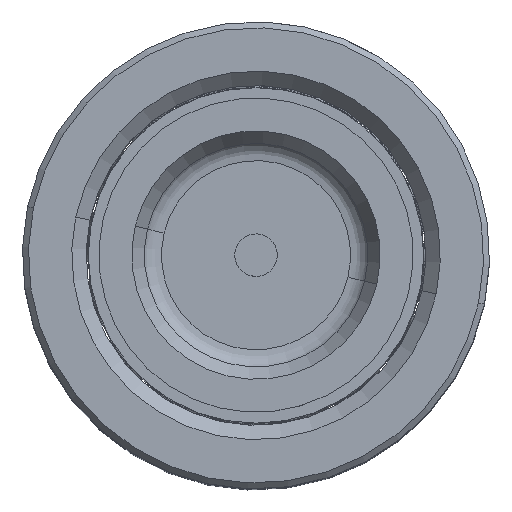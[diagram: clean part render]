
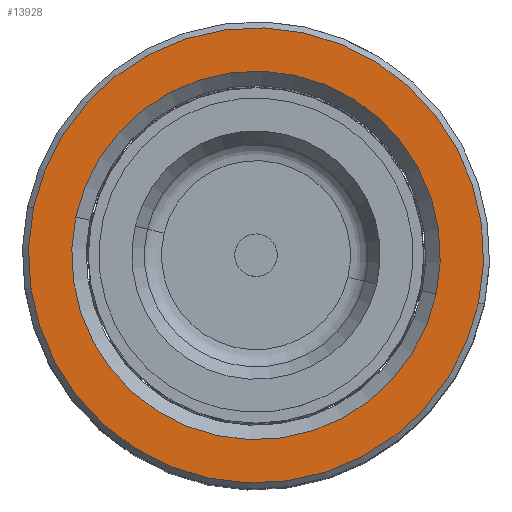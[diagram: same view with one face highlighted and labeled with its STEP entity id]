
A CAD part, top view. The second image highlights one B-rep face of the part: STEP entity #13928.
In plain terms, the highlighted planar face has unit normal (0, 0, 1).
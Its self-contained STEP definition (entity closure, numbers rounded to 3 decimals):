
#189 = EDGE_CURVE ( 'NONE', #41693, #8261, #30315, .T. ) ;
#748 = DIRECTION ( 'NONE',  ( 0., 0., -1. ) ) ;
#1033 = DIRECTION ( 'NONE',  ( 1., 0., 0. ) ) ;
#2977 = VERTEX_POINT ( 'NONE', #22513 ) ;
#4587 = EDGE_CURVE ( 'NONE', #10262, #2977, #4709, .T. ) ;
#4652 = EDGE_LOOP ( 'NONE', ( #15027, #5973 ) ) ;
#4675 = DIRECTION ( 'NONE',  ( 0., 0., 1. ) ) ;
#4709 = CIRCLE ( 'NONE', #14536, 21.7 ) ;
#5832 = PLANE ( 'NONE',  #28726 ) ;
#5973 = ORIENTED_EDGE ( 'NONE', *, *, #28016, .T. ) ;
#7926 = AXIS2_PLACEMENT_3D ( 'NONE', #31443, #4675, #18538 ) ;
#8232 = DIRECTION ( 'NONE',  ( 0., 0., -1. ) ) ;
#8261 = VERTEX_POINT ( 'NONE', #14195 ) ;
#10262 = VERTEX_POINT ( 'NONE', #20273 ) ;
#11158 = CARTESIAN_POINT ( 'NONE',  ( 0., 0., 80. ) ) ;
#13928 = ADVANCED_FACE ( 'NONE', ( #41988, #38865 ), #5832, .T. ) ;
#14195 = CARTESIAN_POINT ( 'NONE',  ( 26.8, 0., 80. ) ) ;
#14536 = AXIS2_PLACEMENT_3D ( 'NONE', #14805, #8232, #18182 ) ;
#14805 = CARTESIAN_POINT ( 'NONE',  ( 0., 0., 80. ) ) ;
#15027 = ORIENTED_EDGE ( 'NONE', *, *, #189, .T. ) ;
#15643 = DIRECTION ( 'NONE',  ( 1., 0., 0. ) ) ;
#16892 = EDGE_LOOP ( 'NONE', ( #41663, #22567 ) ) ;
#17108 = AXIS2_PLACEMENT_3D ( 'NONE', #20797, #748, #1033 ) ;
#18182 = DIRECTION ( 'NONE',  ( 1., 0., 0. ) ) ;
#18538 = DIRECTION ( 'NONE',  ( 1., 0., 0. ) ) ;
#19585 = DIRECTION ( 'NONE',  ( 0., 0., 1. ) ) ;
#20273 = CARTESIAN_POINT ( 'NONE',  ( 21.7, 0., 80. ) ) ;
#20795 = CIRCLE ( 'NONE', #25870, 26.8 ) ;
#20797 = CARTESIAN_POINT ( 'NONE',  ( 0., 0., 80. ) ) ;
#22513 = CARTESIAN_POINT ( 'NONE',  ( -21.7, 0., 80. ) ) ;
#22567 = ORIENTED_EDGE ( 'NONE', *, *, #34693, .T. ) ;
#25870 = AXIS2_PLACEMENT_3D ( 'NONE', #11158, #34592, #37936 ) ;
#26319 = CARTESIAN_POINT ( 'NONE',  ( 0., 0., 80. ) ) ;
#28016 = EDGE_CURVE ( 'NONE', #8261, #41693, #20795, .T. ) ;
#28726 = AXIS2_PLACEMENT_3D ( 'NONE', #26319, #19585, #15643 ) ;
#30315 = CIRCLE ( 'NONE', #7926, 26.8 ) ;
#31443 = CARTESIAN_POINT ( 'NONE',  ( 0., 0., 80. ) ) ;
#34592 = DIRECTION ( 'NONE',  ( 0., 0., 1. ) ) ;
#34693 = EDGE_CURVE ( 'NONE', #2977, #10262, #40393, .T. ) ;
#35147 = CARTESIAN_POINT ( 'NONE',  ( -26.8, 0., 80. ) ) ;
#37936 = DIRECTION ( 'NONE',  ( 1., 0., 0. ) ) ;
#38865 = FACE_BOUND ( 'NONE', #16892, .T. ) ;
#40393 = CIRCLE ( 'NONE', #17108, 21.7 ) ;
#41663 = ORIENTED_EDGE ( 'NONE', *, *, #4587, .T. ) ;
#41693 = VERTEX_POINT ( 'NONE', #35147 ) ;
#41988 = FACE_OUTER_BOUND ( 'NONE', #4652, .T. ) ;
